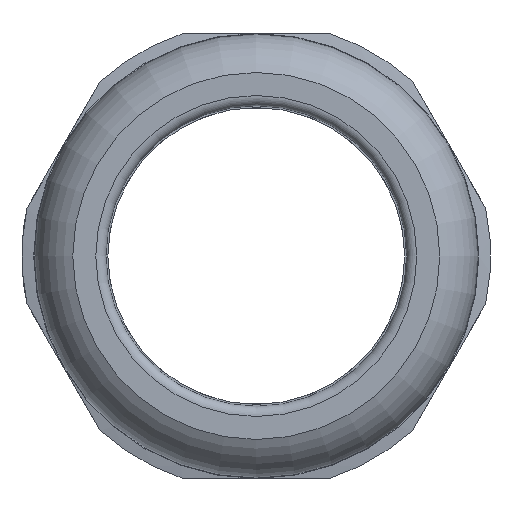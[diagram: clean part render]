
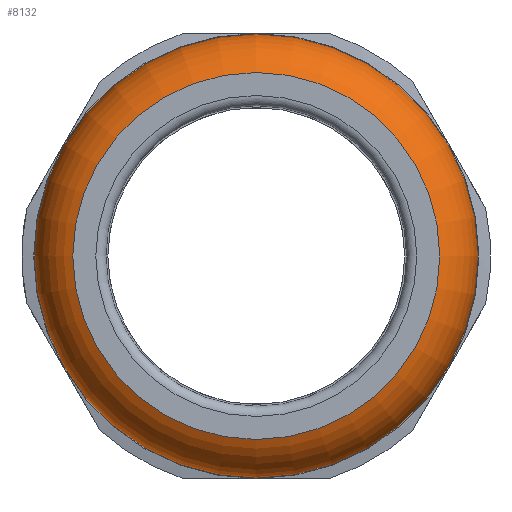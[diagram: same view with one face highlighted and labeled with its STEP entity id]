
A CAD part, left-side view. The second image highlights one B-rep face of the part: STEP entity #8132.
In plain terms, the highlighted toroidal (fillet/blend) face has major radius 20.41 mm and minor radius 8 mm.
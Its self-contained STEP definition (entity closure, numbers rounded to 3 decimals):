
#33=TOROIDAL_SURFACE('',#9022,20.41,8.);
#209=FACE_BOUND('',#1518,.T.);
#1009=FACE_OUTER_BOUND('',#1517,.T.);
#1517=EDGE_LOOP('',(#7487));
#1518=EDGE_LOOP('',(#7488));
#3296=CIRCLE('',#8977,23.498);
#3319=CIRCLE('',#9023,28.4);
#4071=VERTEX_POINT('',#14363);
#4108=VERTEX_POINT('',#14530);
#5210=EDGE_CURVE('',#4071,#4071,#3296,.T.);
#5269=EDGE_CURVE('',#4108,#4108,#3319,.T.);
#7487=ORIENTED_EDGE('',*,*,#5269,.F.);
#7488=ORIENTED_EDGE('',*,*,#5210,.T.);
#8132=ADVANCED_FACE('',(#1009,#209),#33,.T.);
#8977=AXIS2_PLACEMENT_3D('',#14364,#11294,#11295);
#9022=AXIS2_PLACEMENT_3D('',#14529,#11396,#11397);
#9023=AXIS2_PLACEMENT_3D('',#14531,#11398,#11399);
#11294=DIRECTION('center_axis',(1.,0.,0.));
#11295=DIRECTION('ref_axis',(0.,0.,-1.));
#11396=DIRECTION('center_axis',(1.,0.,0.));
#11397=DIRECTION('ref_axis',(0.,0.,-1.));
#11398=DIRECTION('center_axis',(1.,0.,0.));
#11399=DIRECTION('ref_axis',(0.,0.,-1.));
#14363=CARTESIAN_POINT('',(0.,23.498,0.));
#14364=CARTESIAN_POINT('Origin',(0.,0.,0.));
#14529=CARTESIAN_POINT('Origin',(7.38,0.,0.));
#14530=CARTESIAN_POINT('',(7.78,28.4,0.));
#14531=CARTESIAN_POINT('Origin',(7.78,0.,0.));
